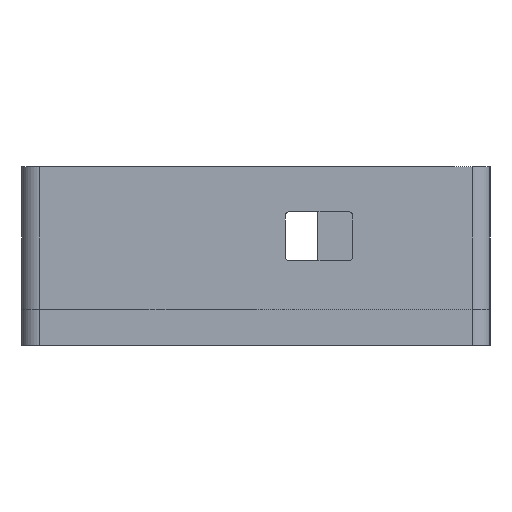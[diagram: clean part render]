
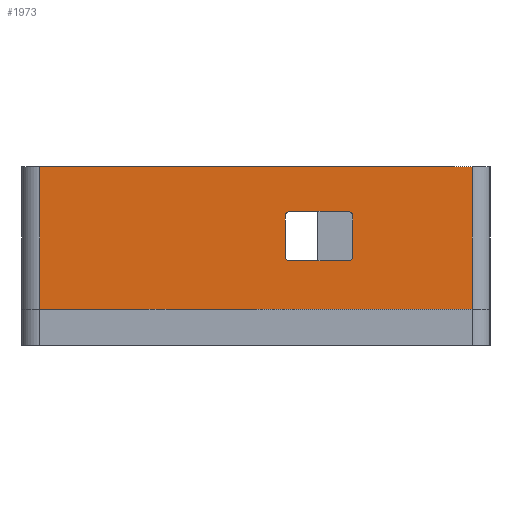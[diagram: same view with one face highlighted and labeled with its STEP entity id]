
A CAD part, left-side view. The second image highlights one B-rep face of the part: STEP entity #1973.
In plain terms, the highlighted planar face has unit normal (-1, 0, 0).
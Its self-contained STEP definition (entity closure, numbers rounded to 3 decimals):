
#1306 = VERTEX_POINT('',#1307);
#1307 = CARTESIAN_POINT('',(-36.,24.,4.));
#1316 = VERTEX_POINT('',#1317);
#1317 = CARTESIAN_POINT('',(-36.,24.,19.8));
#1324 = EDGE_CURVE('',#1306,#1316,#1325,.T.);
#1325 = LINE('',#1326,#1327);
#1326 = CARTESIAN_POINT('',(-36.,24.,0.));
#1327 = VECTOR('',#1328,1.);
#1328 = DIRECTION('',(0.,0.,1.));
#1339 = EDGE_CURVE('',#1340,#1316,#1342,.T.);
#1340 = VERTEX_POINT('',#1341);
#1341 = CARTESIAN_POINT('',(-36.,-24.,19.8));
#1342 = LINE('',#1343,#1344);
#1343 = CARTESIAN_POINT('',(-36.,-24.,19.8));
#1344 = VECTOR('',#1345,1.);
#1345 = DIRECTION('',(0.,1.,0.));
#1826 = VERTEX_POINT('',#1827);
#1827 = CARTESIAN_POINT('',(-36.,-24.,4.));
#1834 = EDGE_CURVE('',#1826,#1340,#1835,.T.);
#1835 = LINE('',#1836,#1837);
#1836 = CARTESIAN_POINT('',(-36.,-24.,0.));
#1837 = VECTOR('',#1838,1.);
#1838 = DIRECTION('',(0.,0.,1.));
#1957 = EDGE_CURVE('',#1826,#1306,#1958,.T.);
#1958 = LINE('',#1959,#1960);
#1959 = CARTESIAN_POINT('',(-36.,-12.,4.));
#1960 = VECTOR('',#1961,1.);
#1961 = DIRECTION('',(0.,1.,-0.));
#1973 = ADVANCED_FACE('',(#1974,#1980),#2050,.T.);
#1974 = FACE_BOUND('',#1975,.T.);
#1975 = EDGE_LOOP('',(#1976,#1977,#1978,#1979));
#1976 = ORIENTED_EDGE('',*,*,#1957,.F.);
#1977 = ORIENTED_EDGE('',*,*,#1834,.T.);
#1978 = ORIENTED_EDGE('',*,*,#1339,.T.);
#1979 = ORIENTED_EDGE('',*,*,#1324,.F.);
#1980 = FACE_BOUND('',#1981,.T.);
#1981 = EDGE_LOOP('',(#1982,#1993,#2001,#2010,#2018,#2027,#2035,#2044));
#1982 = ORIENTED_EDGE('',*,*,#1983,.F.);
#1983 = EDGE_CURVE('',#1984,#1986,#1988,.T.);
#1984 = VERTEX_POINT('',#1985);
#1985 = CARTESIAN_POINT('',(-36.,-3.75,14.85));
#1986 = VERTEX_POINT('',#1987);
#1987 = CARTESIAN_POINT('',(-36.,-3.25,14.35));
#1988 = CIRCLE('',#1989,0.5);
#1989 = AXIS2_PLACEMENT_3D('',#1990,#1991,#1992);
#1990 = CARTESIAN_POINT('',(-36.,-3.75,14.35));
#1991 = DIRECTION('',(-1.,0.,0.));
#1992 = DIRECTION('',(0.,-1.,0.));
#1993 = ORIENTED_EDGE('',*,*,#1994,.T.);
#1994 = EDGE_CURVE('',#1984,#1995,#1997,.T.);
#1995 = VERTEX_POINT('',#1996);
#1996 = CARTESIAN_POINT('',(-36.,-10.25,14.85));
#1997 = LINE('',#1998,#1999);
#1998 = CARTESIAN_POINT('',(-36.,-3.75,14.85));
#1999 = VECTOR('',#2000,1.);
#2000 = DIRECTION('',(0.,-1.,0.));
#2001 = ORIENTED_EDGE('',*,*,#2002,.F.);
#2002 = EDGE_CURVE('',#2003,#1995,#2005,.T.);
#2003 = VERTEX_POINT('',#2004);
#2004 = CARTESIAN_POINT('',(-36.,-10.75,14.35));
#2005 = CIRCLE('',#2006,0.5);
#2006 = AXIS2_PLACEMENT_3D('',#2007,#2008,#2009);
#2007 = CARTESIAN_POINT('',(-36.,-10.25,14.35));
#2008 = DIRECTION('',(-1.,0.,0.));
#2009 = DIRECTION('',(0.,-1.,0.));
#2010 = ORIENTED_EDGE('',*,*,#2011,.T.);
#2011 = EDGE_CURVE('',#2003,#2012,#2014,.T.);
#2012 = VERTEX_POINT('',#2013);
#2013 = CARTESIAN_POINT('',(-36.,-10.75,9.85));
#2014 = LINE('',#2015,#2016);
#2015 = CARTESIAN_POINT('',(-36.,-10.75,14.35));
#2016 = VECTOR('',#2017,1.);
#2017 = DIRECTION('',(0.,0.,-1.));
#2018 = ORIENTED_EDGE('',*,*,#2019,.F.);
#2019 = EDGE_CURVE('',#2020,#2012,#2022,.T.);
#2020 = VERTEX_POINT('',#2021);
#2021 = CARTESIAN_POINT('',(-36.,-10.25,9.35));
#2022 = CIRCLE('',#2023,0.5);
#2023 = AXIS2_PLACEMENT_3D('',#2024,#2025,#2026);
#2024 = CARTESIAN_POINT('',(-36.,-10.25,9.85));
#2025 = DIRECTION('',(-1.,0.,0.));
#2026 = DIRECTION('',(0.,-1.,0.));
#2027 = ORIENTED_EDGE('',*,*,#2028,.T.);
#2028 = EDGE_CURVE('',#2020,#2029,#2031,.T.);
#2029 = VERTEX_POINT('',#2030);
#2030 = CARTESIAN_POINT('',(-36.,-3.75,9.35));
#2031 = LINE('',#2032,#2033);
#2032 = CARTESIAN_POINT('',(-36.,-10.25,9.35));
#2033 = VECTOR('',#2034,1.);
#2034 = DIRECTION('',(0.,1.,0.));
#2035 = ORIENTED_EDGE('',*,*,#2036,.F.);
#2036 = EDGE_CURVE('',#2037,#2029,#2039,.T.);
#2037 = VERTEX_POINT('',#2038);
#2038 = CARTESIAN_POINT('',(-36.,-3.25,9.85));
#2039 = CIRCLE('',#2040,0.5);
#2040 = AXIS2_PLACEMENT_3D('',#2041,#2042,#2043);
#2041 = CARTESIAN_POINT('',(-36.,-3.75,9.85));
#2042 = DIRECTION('',(-1.,0.,0.));
#2043 = DIRECTION('',(0.,-1.,0.));
#2044 = ORIENTED_EDGE('',*,*,#2045,.T.);
#2045 = EDGE_CURVE('',#2037,#1986,#2046,.T.);
#2046 = LINE('',#2047,#2048);
#2047 = CARTESIAN_POINT('',(-36.,-3.25,9.85));
#2048 = VECTOR('',#2049,1.);
#2049 = DIRECTION('',(0.,0.,1.));
#2050 = PLANE('',#2051);
#2051 = AXIS2_PLACEMENT_3D('',#2052,#2053,#2054);
#2052 = CARTESIAN_POINT('',(-36.,-24.,0.));
#2053 = DIRECTION('',(-1.,0.,0.));
#2054 = DIRECTION('',(0.,1.,0.));
